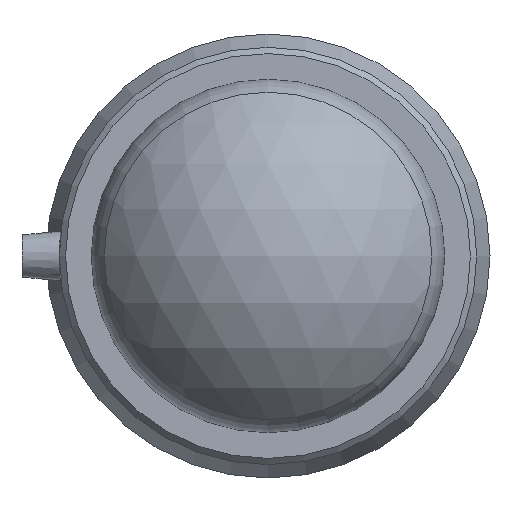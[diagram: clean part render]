
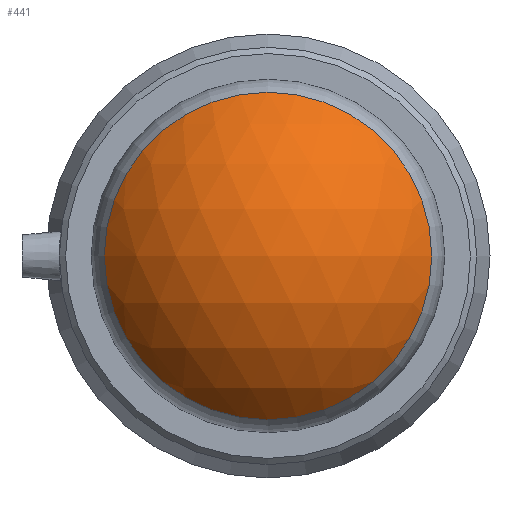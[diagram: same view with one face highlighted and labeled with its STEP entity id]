
A CAD part, left-side view. The second image highlights one B-rep face of the part: STEP entity #441.
In plain terms, the highlighted spherical face has radius 70.944 mm.
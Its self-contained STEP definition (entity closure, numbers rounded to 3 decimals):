
#16=SPHERICAL_SURFACE('',#518,70.944);
#118=FACE_OUTER_BOUND('',#192,.T.);
#192=EDGE_LOOP('',(#385));
#234=CIRCLE('',#519,57.905);
#273=VERTEX_POINT('',#856);
#312=EDGE_CURVE('',#273,#273,#234,.T.);
#385=ORIENTED_EDGE('',*,*,#312,.F.);
#441=ADVANCED_FACE('',(#118),#16,.T.);
#518=AXIS2_PLACEMENT_3D('',#855,#665,#666);
#519=AXIS2_PLACEMENT_3D('',#857,#667,#668);
#665=DIRECTION('center_axis',(0.,0.,1.));
#666=DIRECTION('ref_axis',(1.,0.,0.));
#667=DIRECTION('center_axis',(1.,0.,0.));
#668=DIRECTION('ref_axis',(0.,0.,-1.));
#855=CARTESIAN_POINT('Origin',(-62.256,0.,0.));
#856=CARTESIAN_POINT('',(-103.244,57.905,0.));
#857=CARTESIAN_POINT('Origin',(-103.244,0.,0.));
